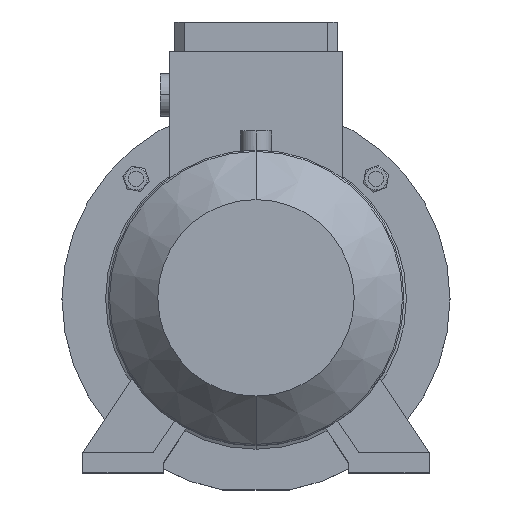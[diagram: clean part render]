
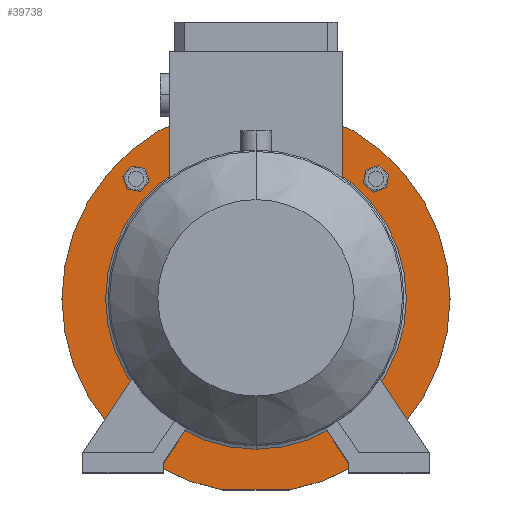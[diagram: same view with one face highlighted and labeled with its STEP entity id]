
A CAD part, top view. The second image highlights one B-rep face of the part: STEP entity #39738.
In plain terms, the highlighted planar face has unit normal (0, 0, 1).
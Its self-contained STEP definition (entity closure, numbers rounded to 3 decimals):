
#563 = EDGE_LOOP ( 'NONE', ( #12770, #29791, #34823 ) ) ;
#1105 = CARTESIAN_POINT ( 'NONE',  ( 125.723, 134.97, 246. ) ) ;
#1669 = AXIS2_PLACEMENT_3D ( 'NONE', #66867, #24372, #3876 ) ;
#2006 = EDGE_CURVE ( 'NONE', #46355, #15361, #10419, .T. ) ;
#2103 = CARTESIAN_POINT ( 'NONE',  ( -112.517, 121.764, 246. ) ) ;
#2351 = AXIS2_PLACEMENT_3D ( 'NONE', #33089, #43970, #38408 ) ;
#3008 = EDGE_CURVE ( 'NONE', #52158, #14785, #60783, .T. ) ;
#3876 = DIRECTION ( 'NONE',  ( 0., 1., 0. ) ) ;
#4544 = EDGE_CURVE ( 'NONE', #20239, #24175, #56417, .T. ) ;
#4693 = CARTESIAN_POINT ( 'NONE',  ( 0., 200., 246. ) ) ;
#5449 = FACE_BOUND ( 'NONE', #23726, .T. ) ;
#5512 = DIRECTION ( 'NONE',  ( 0., -1., 0. ) ) ;
#5538 = CARTESIAN_POINT ( 'NONE',  ( -121.764, -112.517, 246. ) ) ;
#6694 = VERTEX_POINT ( 'NONE', #60912 ) ;
#6728 = ORIENTED_EDGE ( 'NONE', *, *, #48611, .F. ) ;
#7154 = ORIENTED_EDGE ( 'NONE', *, *, #2006, .T. ) ;
#7582 = CIRCLE ( 'NONE', #61341, 200. ) ;
#8211 = CARTESIAN_POINT ( 'NONE',  ( 0., -155., 246. ) ) ;
#8738 = VERTEX_POINT ( 'NONE', #27467 ) ;
#9277 = CIRCLE ( 'NONE', #42617, 11.4 ) ;
#10411 = EDGE_CURVE ( 'NONE', #11532, #8738, #47860, .T. ) ;
#10419 = CIRCLE ( 'NONE', #58320, 155. ) ;
#10451 = ORIENTED_EDGE ( 'NONE', *, *, #46980, .T. ) ;
#10582 = CARTESIAN_POINT ( 'NONE',  ( -123.744, -123.744, 246. ) ) ;
#11018 = CIRCLE ( 'NONE', #20635, 11.4 ) ;
#11319 = DIRECTION ( 'NONE',  ( 0., -1., 0. ) ) ;
#11532 = VERTEX_POINT ( 'NONE', #5538 ) ;
#11586 = CARTESIAN_POINT ( 'NONE',  ( 123.744, 123.744, 246. ) ) ;
#12028 = CARTESIAN_POINT ( 'NONE',  ( -134.97, 125.723, 246. ) ) ;
#12579 = DIRECTION ( 'NONE',  ( 0., 0., -1. ) ) ;
#12709 = DIRECTION ( 'NONE',  ( 0., -1., 0. ) ) ;
#12770 = ORIENTED_EDGE ( 'NONE', *, *, #3008, .T. ) ;
#13542 = DIRECTION ( 'NONE',  ( 0., -1., 0. ) ) ;
#14334 = VECTOR ( 'NONE', #28678, 1000. ) ;
#14785 = VERTEX_POINT ( 'NONE', #54134 ) ;
#15361 = VERTEX_POINT ( 'NONE', #8211 ) ;
#16670 = CIRCLE ( 'NONE', #26085, 11.4 ) ;
#16951 = CARTESIAN_POINT ( 'NONE',  ( 0., 0., 246. ) ) ;
#17556 = CARTESIAN_POINT ( 'NONE',  ( -123.744, -123.744, 246. ) ) ;
#17817 = FACE_BOUND ( 'NONE', #34363, .T. ) ;
#20047 = AXIS2_PLACEMENT_3D ( 'NONE', #10582, #64139, #5512 ) ;
#20239 = VERTEX_POINT ( 'NONE', #1105 ) ;
#20626 = DIRECTION ( 'NONE',  ( 0., 1., 0. ) ) ;
#20635 = AXIS2_PLACEMENT_3D ( 'NONE', #52633, #31790, #42452 ) ;
#20769 = EDGE_CURVE ( 'NONE', #52158, #6694, #61475, .T. ) ;
#21466 = EDGE_LOOP ( 'NONE', ( #40757, #6728 ) ) ;
#23384 = AXIS2_PLACEMENT_3D ( 'NONE', #16951, #12579, #54304 ) ;
#23413 = VERTEX_POINT ( 'NONE', #2103 ) ;
#23726 = EDGE_LOOP ( 'NONE', ( #7154, #10451 ) ) ;
#24175 = VERTEX_POINT ( 'NONE', #30843 ) ;
#24372 = DIRECTION ( 'NONE',  ( 0., 0., -1. ) ) ;
#24664 = DIRECTION ( 'NONE',  ( 0., 0., -1. ) ) ;
#25287 = AXIS2_PLACEMENT_3D ( 'NONE', #11586, #54452, #27237 ) ;
#25805 = ORIENTED_EDGE ( 'NONE', *, *, #35460, .F. ) ;
#26052 = FACE_OUTER_BOUND ( 'NONE', #563, .T. ) ;
#26085 = AXIS2_PLACEMENT_3D ( 'NONE', #27305, #58690, #38038 ) ;
#26318 = PLANE ( 'NONE',  #32582 ) ;
#27237 = DIRECTION ( 'NONE',  ( 0., -1., 0. ) ) ;
#27305 = CARTESIAN_POINT ( 'NONE',  ( 123.744, -123.744, 246. ) ) ;
#27467 = CARTESIAN_POINT ( 'NONE',  ( -125.723, -134.97, 246. ) ) ;
#27741 = FACE_BOUND ( 'NONE', #21466, .T. ) ;
#28249 = CIRCLE ( 'NONE', #50066, 11.4 ) ;
#28678 = DIRECTION ( 'NONE',  ( 1., 0., 0. ) ) ;
#29543 = CARTESIAN_POINT ( 'NONE',  ( 112.517, -121.764, 246. ) ) ;
#29791 = ORIENTED_EDGE ( 'NONE', *, *, #49023, .F. ) ;
#30041 = DIRECTION ( 'NONE',  ( 0., 1., 0. ) ) ;
#30553 = EDGE_CURVE ( 'NONE', #23413, #41815, #11018, .T. ) ;
#30843 = CARTESIAN_POINT ( 'NONE',  ( 121.764, 112.517, 246. ) ) ;
#31790 = DIRECTION ( 'NONE',  ( 0., 0., 1. ) ) ;
#31834 = CIRCLE ( 'NONE', #1669, 155. ) ;
#32582 = AXIS2_PLACEMENT_3D ( 'NONE', #4693, #47082, #37054 ) ;
#32842 = ORIENTED_EDGE ( 'NONE', *, *, #4544, .F. ) ;
#33089 = CARTESIAN_POINT ( 'NONE',  ( 123.744, 123.744, 246. ) ) ;
#33942 = EDGE_LOOP ( 'NONE', ( #25805, #32842 ) ) ;
#34363 = EDGE_LOOP ( 'NONE', ( #51579, #53589 ) ) ;
#34823 = ORIENTED_EDGE ( 'NONE', *, *, #20769, .F. ) ;
#35460 = EDGE_CURVE ( 'NONE', #24175, #20239, #38255, .T. ) ;
#35961 = EDGE_CURVE ( 'NONE', #8738, #11532, #63167, .T. ) ;
#36014 = DIRECTION ( 'NONE',  ( 0., 0., -1. ) ) ;
#37054 = DIRECTION ( 'NONE',  ( 0., -1., 0. ) ) ;
#38038 = DIRECTION ( 'NONE',  ( 0., -1., 0. ) ) ;
#38255 = CIRCLE ( 'NONE', #25287, 11.4 ) ;
#38391 = DIRECTION ( 'NONE',  ( 0., 0., 1. ) ) ;
#38408 = DIRECTION ( 'NONE',  ( 0., -1., 0. ) ) ;
#39738 = ADVANCED_FACE ( 'NONE', ( #40218, #27741, #59357, #17817, #26052, #5449 ), #26318, .T. ) ;
#40218 = FACE_BOUND ( 'NONE', #33942, .T. ) ;
#40457 = CARTESIAN_POINT ( 'NONE',  ( -34.511, -197., 246. ) ) ;
#40757 = ORIENTED_EDGE ( 'NONE', *, *, #30553, .F. ) ;
#41815 = VERTEX_POINT ( 'NONE', #12028 ) ;
#42452 = DIRECTION ( 'NONE',  ( 0., -1., 0. ) ) ;
#42617 = AXIS2_PLACEMENT_3D ( 'NONE', #48622, #38391, #11319 ) ;
#43164 = EDGE_CURVE ( 'NONE', #50408, #47325, #16670, .T. ) ;
#43970 = DIRECTION ( 'NONE',  ( 0., 0., 1. ) ) ;
#44501 = CARTESIAN_POINT ( 'NONE',  ( -200., -197., 246. ) ) ;
#45087 = CARTESIAN_POINT ( 'NONE',  ( 123.744, -123.744, 246. ) ) ;
#45318 = DIRECTION ( 'NONE',  ( 0., 0., 1. ) ) ;
#46355 = VERTEX_POINT ( 'NONE', #61167 ) ;
#46980 = EDGE_CURVE ( 'NONE', #15361, #46355, #31834, .T. ) ;
#47082 = DIRECTION ( 'NONE',  ( 0., 0., 1. ) ) ;
#47325 = VERTEX_POINT ( 'NONE', #54098 ) ;
#47860 = CIRCLE ( 'NONE', #49458, 11.4 ) ;
#48611 = EDGE_CURVE ( 'NONE', #41815, #23413, #9277, .T. ) ;
#48622 = CARTESIAN_POINT ( 'NONE',  ( -123.744, 123.744, 246. ) ) ;
#48799 = ORIENTED_EDGE ( 'NONE', *, *, #35961, .F. ) ;
#49023 = EDGE_CURVE ( 'NONE', #6694, #14785, #7582, .T. ) ;
#49458 = AXIS2_PLACEMENT_3D ( 'NONE', #17556, #60011, #12709 ) ;
#50066 = AXIS2_PLACEMENT_3D ( 'NONE', #45087, #45318, #13542 ) ;
#50408 = VERTEX_POINT ( 'NONE', #29543 ) ;
#51579 = ORIENTED_EDGE ( 'NONE', *, *, #43164, .F. ) ;
#52158 = VERTEX_POINT ( 'NONE', #40457 ) ;
#52633 = CARTESIAN_POINT ( 'NONE',  ( -123.744, 123.744, 246. ) ) ;
#52717 = EDGE_LOOP ( 'NONE', ( #60183, #48799 ) ) ;
#53589 = ORIENTED_EDGE ( 'NONE', *, *, #59474, .F. ) ;
#54098 = CARTESIAN_POINT ( 'NONE',  ( 134.97, -125.723, 246. ) ) ;
#54134 = CARTESIAN_POINT ( 'NONE',  ( 34.511, -197., 246. ) ) ;
#54304 = DIRECTION ( 'NONE',  ( 0., 1., 0. ) ) ;
#54452 = DIRECTION ( 'NONE',  ( 0., 0., 1. ) ) ;
#56417 = CIRCLE ( 'NONE', #2351, 11.4 ) ;
#56914 = CARTESIAN_POINT ( 'NONE',  ( 0., 0., 246. ) ) ;
#58320 = AXIS2_PLACEMENT_3D ( 'NONE', #67833, #24664, #30041 ) ;
#58690 = DIRECTION ( 'NONE',  ( 0., 0., 1. ) ) ;
#59357 = FACE_BOUND ( 'NONE', #52717, .T. ) ;
#59474 = EDGE_CURVE ( 'NONE', #47325, #50408, #28249, .T. ) ;
#60011 = DIRECTION ( 'NONE',  ( 0., 0., 1. ) ) ;
#60183 = ORIENTED_EDGE ( 'NONE', *, *, #10411, .F. ) ;
#60783 = LINE ( 'NONE', #44501, #14334 ) ;
#60912 = CARTESIAN_POINT ( 'NONE',  ( 0., 200., 246. ) ) ;
#61167 = CARTESIAN_POINT ( 'NONE',  ( 0., 155., 246. ) ) ;
#61341 = AXIS2_PLACEMENT_3D ( 'NONE', #56914, #36014, #20626 ) ;
#61475 = CIRCLE ( 'NONE', #23384, 200. ) ;
#63167 = CIRCLE ( 'NONE', #20047, 11.4 ) ;
#64139 = DIRECTION ( 'NONE',  ( 0., 0., 1. ) ) ;
#66867 = CARTESIAN_POINT ( 'NONE',  ( 0., 0., 246. ) ) ;
#67833 = CARTESIAN_POINT ( 'NONE',  ( 0., 0., 246. ) ) ;
